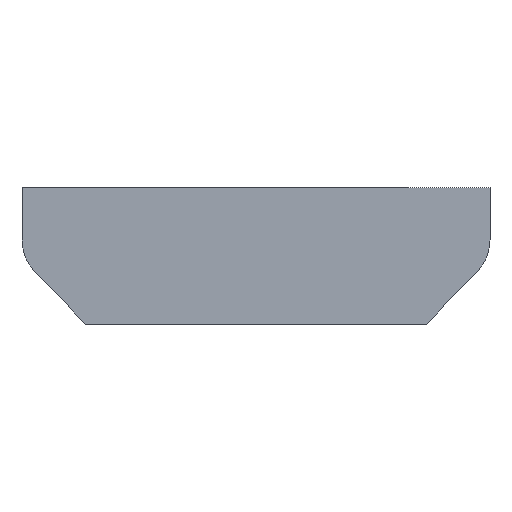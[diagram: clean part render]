
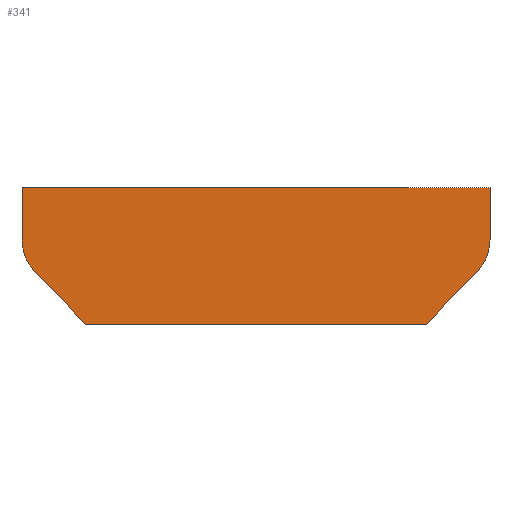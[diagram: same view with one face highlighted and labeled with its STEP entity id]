
A CAD part, front view. The second image highlights one B-rep face of the part: STEP entity #341.
In plain terms, the highlighted planar face has unit normal (0, -1, 0).
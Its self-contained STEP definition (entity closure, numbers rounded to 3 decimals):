
#5 = EDGE_CURVE ( 'NONE', #318, #326, #329, .T. ) ;
#15 = VERTEX_POINT ( 'NONE', #455 ) ;
#18 = CARTESIAN_POINT ( 'NONE',  ( 1.4, -2.4, -3. ) ) ;
#19 = CARTESIAN_POINT ( 'NONE',  ( 0., -2.4, 0. ) ) ;
#20 = CARTESIAN_POINT ( 'NONE',  ( 9.3, -2.4, -1.146 ) ) ;
#26 = ORIENTED_EDGE ( 'NONE', *, *, #327, .T. ) ;
#28 = LINE ( 'NONE', #131, #342 ) ;
#36 = DIRECTION ( 'NONE',  ( 0., -1., 0. ) ) ;
#37 = VERTEX_POINT ( 'NONE', #432 ) ;
#43 = VECTOR ( 'NONE', #367, 1000. ) ;
#50 = CARTESIAN_POINT ( 'NONE',  ( 0., -2.4, 0. ) ) ;
#52 = EDGE_CURVE ( 'NONE', #138, #192, #158, .T. ) ;
#75 = DIRECTION ( 'NONE',  ( 0.695, 0., 0.719 ) ) ;
#84 = LINE ( 'NONE', #247, #466 ) ;
#88 = LINE ( 'NONE', #18, #256 ) ;
#90 = ORIENTED_EDGE ( 'NONE', *, *, #458, .T. ) ;
#99 = EDGE_CURVE ( 'NONE', #415, #138, #84, .T. ) ;
#100 = ORIENTED_EDGE ( 'NONE', *, *, #212, .T. ) ;
#103 = EDGE_LOOP ( 'NONE', ( #144, #335, #26, #107, #140, #100, #426, #90 ) ) ;
#107 = ORIENTED_EDGE ( 'NONE', *, *, #99, .T. ) ;
#116 = AXIS2_PLACEMENT_3D ( 'NONE', #50, #123, #381 ) ;
#121 = PLANE ( 'NONE',  #116 ) ;
#123 = DIRECTION ( 'NONE',  ( 0., -1., 0. ) ) ;
#130 = DIRECTION ( 'NONE',  ( -1., 0., 0. ) ) ;
#131 = CARTESIAN_POINT ( 'NONE',  ( 10.3, -2.4, -1.55 ) ) ;
#138 = VERTEX_POINT ( 'NONE', #358 ) ;
#140 = ORIENTED_EDGE ( 'NONE', *, *, #52, .T. ) ;
#144 = ORIENTED_EDGE ( 'NONE', *, *, #5, .T. ) ;
#151 = LINE ( 'NONE', #255, #43 ) ;
#158 = LINE ( 'NONE', #19, #382 ) ;
#165 = DIRECTION ( 'NONE',  ( 0., -1., 0. ) ) ;
#169 = FACE_OUTER_BOUND ( 'NONE', #103, .T. ) ;
#173 = DIRECTION ( 'NONE',  ( 0., 0., -1. ) ) ;
#186 = AXIS2_PLACEMENT_3D ( 'NONE', #368, #36, #173 ) ;
#192 = VERTEX_POINT ( 'NONE', #429 ) ;
#205 = DIRECTION ( 'NONE',  ( 0., 0., -1. ) ) ;
#212 = EDGE_CURVE ( 'NONE', #192, #15, #436, .T. ) ;
#247 = CARTESIAN_POINT ( 'NONE',  ( 10.3, -2.4, 0. ) ) ;
#250 = AXIS2_PLACEMENT_3D ( 'NONE', #20, #165, #205 ) ;
#255 = CARTESIAN_POINT ( 'NONE',  ( 0., -2.4, -1.55 ) ) ;
#256 = VECTOR ( 'NONE', #353, 1000. ) ;
#271 = EDGE_CURVE ( 'NONE', #15, #473, #151, .T. ) ;
#297 = CARTESIAN_POINT ( 'NONE',  ( 8.9, -2.4, -3. ) ) ;
#303 = CIRCLE ( 'NONE', #250, 1. ) ;
#318 = VERTEX_POINT ( 'NONE', #356 ) ;
#326 = VERTEX_POINT ( 'NONE', #350 ) ;
#327 = EDGE_CURVE ( 'NONE', #37, #415, #28, .T. ) ;
#329 = LINE ( 'NONE', #297, #386 ) ;
#335 = ORIENTED_EDGE ( 'NONE', *, *, #418, .T. ) ;
#339 = CARTESIAN_POINT ( 'NONE',  ( 10.3, -2.4, 0. ) ) ;
#341 = ADVANCED_FACE ( 'NONE', ( #169 ), #121, .T. ) ;
#342 = VECTOR ( 'NONE', #349, 1000. ) ;
#349 = DIRECTION ( 'NONE',  ( 0., 0., 1. ) ) ;
#350 = CARTESIAN_POINT ( 'NONE',  ( 10.019, -2.4, -1.841 ) ) ;
#353 = DIRECTION ( 'NONE',  ( 1., 0., 0. ) ) ;
#356 = CARTESIAN_POINT ( 'NONE',  ( 8.9, -2.4, -3. ) ) ;
#357 = DIRECTION ( 'NONE',  ( 0., 0., -1. ) ) ;
#358 = CARTESIAN_POINT ( 'NONE',  ( 0., -2.4, 0. ) ) ;
#367 = DIRECTION ( 'NONE',  ( 0.695, 0., -0.719 ) ) ;
#368 = CARTESIAN_POINT ( 'NONE',  ( 1., -2.4, -1.146 ) ) ;
#381 = DIRECTION ( 'NONE',  ( 0., 0., -1. ) ) ;
#382 = VECTOR ( 'NONE', #357, 1000. ) ;
#386 = VECTOR ( 'NONE', #75, 1000. ) ;
#390 = CARTESIAN_POINT ( 'NONE',  ( 1.4, -2.4, -3. ) ) ;
#415 = VERTEX_POINT ( 'NONE', #339 ) ;
#418 = EDGE_CURVE ( 'NONE', #326, #37, #303, .T. ) ;
#426 = ORIENTED_EDGE ( 'NONE', *, *, #271, .T. ) ;
#429 = CARTESIAN_POINT ( 'NONE',  ( 0., -2.4, -1.146 ) ) ;
#432 = CARTESIAN_POINT ( 'NONE',  ( 10.3, -2.4, -1.146 ) ) ;
#436 = CIRCLE ( 'NONE', #186, 1. ) ;
#455 = CARTESIAN_POINT ( 'NONE',  ( 0.281, -2.4, -1.841 ) ) ;
#458 = EDGE_CURVE ( 'NONE', #473, #318, #88, .T. ) ;
#466 = VECTOR ( 'NONE', #130, 1000. ) ;
#473 = VERTEX_POINT ( 'NONE', #390 ) ;
